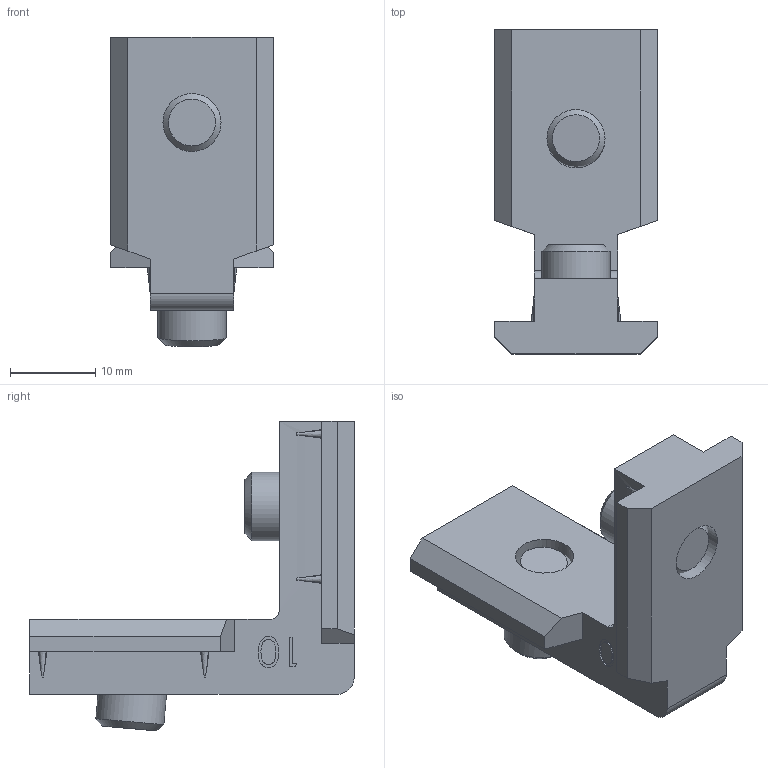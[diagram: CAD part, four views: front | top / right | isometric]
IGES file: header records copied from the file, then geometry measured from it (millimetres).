
Global section: file name: 132668; native system: Autodesk Inventor 2021; preprocessor: unknown; author: aluteckkpl_kk; date: 20230202.104155; units: millimetre
Bounding box: 19 x 38 x 36.28 mm (x, y, z)
Volume: 7148.8 mm3; surface area: 4431.9 mm2
Topology: 3 solids, 3 shells, 102 faces, 279 edges, 188 vertices
Faces by surface type: bspline 102
